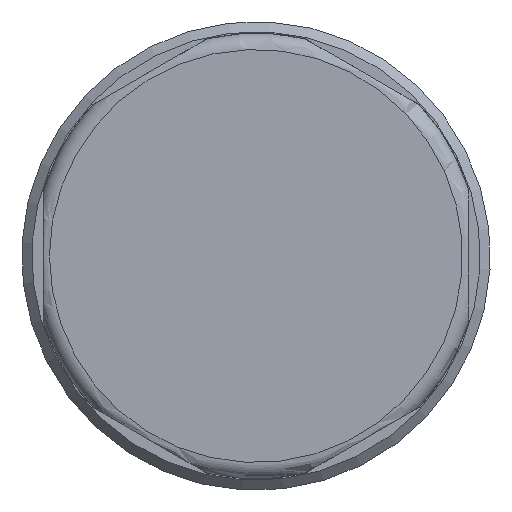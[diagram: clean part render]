
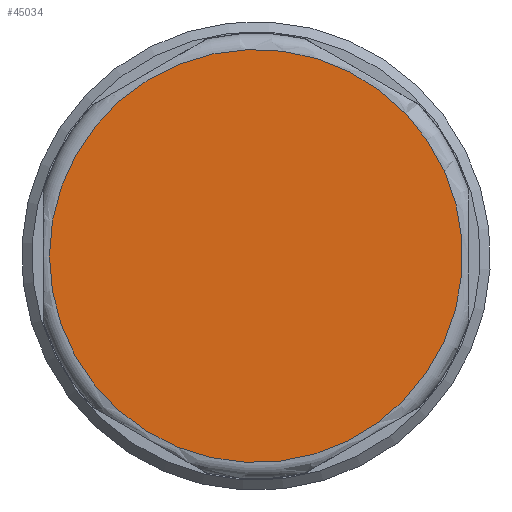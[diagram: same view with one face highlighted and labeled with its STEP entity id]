
A CAD part, left-side view. The second image highlights one B-rep face of the part: STEP entity #45034.
In plain terms, the highlighted planar face has unit normal (-1, 0, 0).
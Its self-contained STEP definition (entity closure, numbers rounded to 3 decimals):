
#44941=CARTESIAN_POINT('',(0.,10.2,0.0));
#44942=VERTEX_POINT('',#44941);
#44943=CARTESIAN_POINT('',(0.,0.0,0.0));
#44944=DIRECTION('',(1.0,0.0,0.0));
#44945=DIRECTION('',(0.0,-1.0,0.0));
#44946=AXIS2_PLACEMENT_3D('',#44943,#44944,#44945);
#44947=CIRCLE('',#44946,10.2);
#44948=EDGE_CURVE('',#44942,#44942,#44947,.T.);
#45026=CARTESIAN_POINT('',(0.,8.75,0.0));
#45027=DIRECTION('',(-1.0,0.0,0.0));
#45028=DIRECTION('',(0.0,0.0,1.0));
#45029=AXIS2_PLACEMENT_3D('',#45026,#45027,#45028);
#45030=PLANE('',#45029);
#45031=ORIENTED_EDGE('',*,*,#44948,.F.);
#45032=EDGE_LOOP('',(#45031));
#45033=FACE_OUTER_BOUND('',#45032,.T.);
#45034=ADVANCED_FACE('',(#45033),#45030,.T.);
